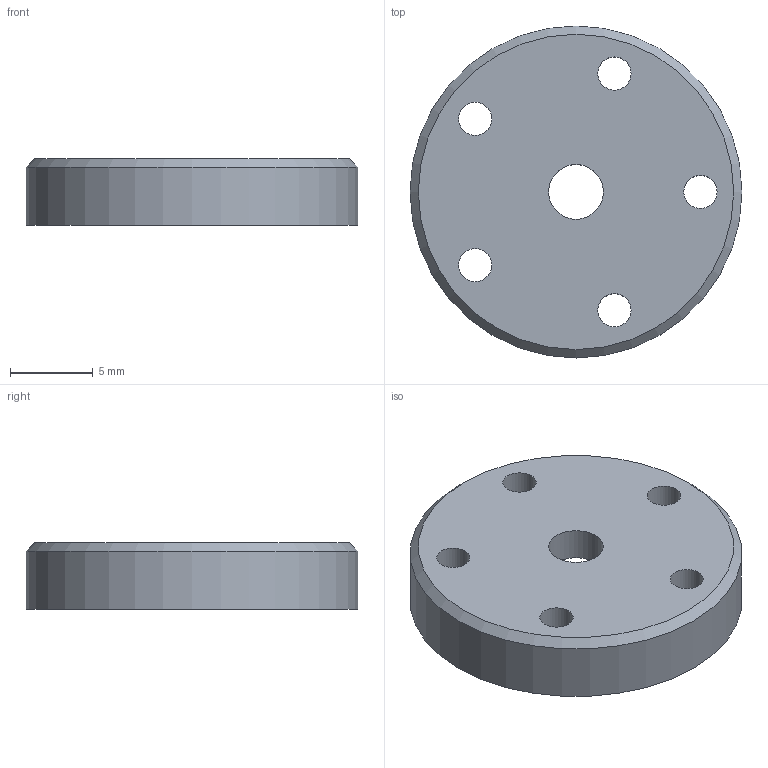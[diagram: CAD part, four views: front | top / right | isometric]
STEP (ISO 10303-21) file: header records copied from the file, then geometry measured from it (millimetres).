
FILE_DESCRIPTION(/* description */ (''),/* implementation_level */ '2;1');
FILE_NAME(/* name */ 'WheelHubCaps.step',/* time_stamp */ '2022-08-20T14:59:21-04:00',/* author */ (''),/* organization */ (''),/* preprocessor_version */ 'ST-DEVELOPER v19',/* originating_system */ 'Autodesk Translation Framework v11.7.0.108',/* authorisation */ '');
FILE_SCHEMA (('AUTOMOTIVE_DESIGN { 1 0 10303 214 3 1 1 }'));
Length unit declared in the file: millimetre
Products named in the file (1): WheelHubCaps
Bounding box: 20 x 20 x 4 mm (x, y, z)
Volume: 978 mm3; surface area: 1031.5 mm2
Topology: 1 solids, 1 shells, 17 faces, 41 edges, 27 vertices
Faces by surface type: plane 9, cylinder 7, cone 1
Full cylindrical faces by diameter (mm): 2 x5, 3.3 x1, 20 x1
Entity records: 559 total; most frequent: DIRECTION 92, CARTESIAN_POINT 86, ORIENTED_EDGE 82, EDGE_CURVE 41, AXIS2_PLACEMENT_3D 33, EDGE_LOOP 30, VERTEX_POINT 27, LINE 26
